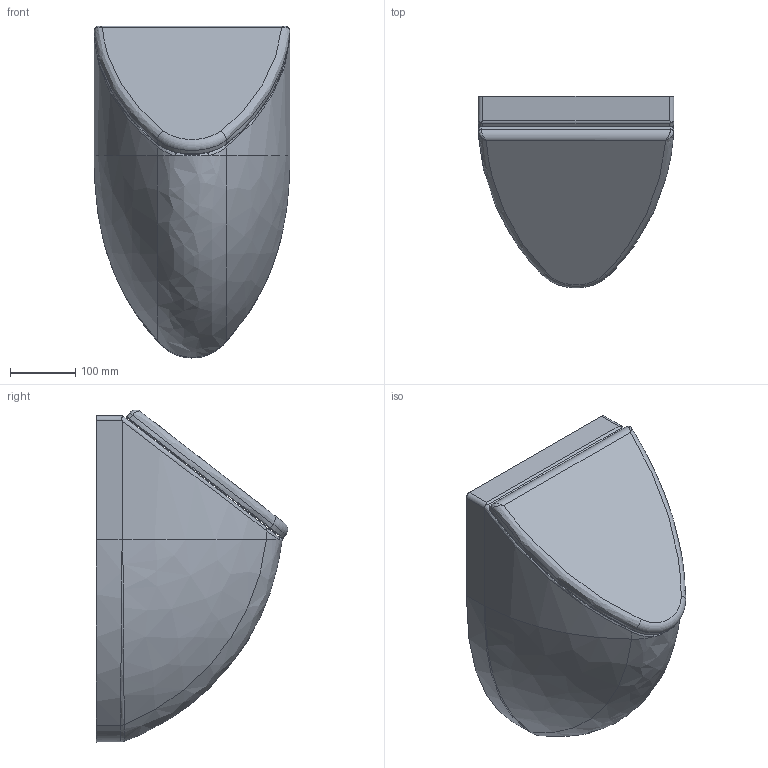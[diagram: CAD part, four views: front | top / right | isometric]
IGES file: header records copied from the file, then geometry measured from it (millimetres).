
Global section: file name: No Iges File Name specified; native system: Autodesk Inventor 2011; preprocessor: AutoDesk Inventor Iges Exporter R2011; author: Administrator; date: 20120725.105144; units: millimetre
Bounding box: 300.28 x 293.22 x 508.73 mm (x, y, z)
Volume: 15771563.2 mm3; surface area: 726271.6 mm2
Topology: 4 solids, 6 shells, 159 faces, 373 edges, 230 vertices
Faces by surface type: bspline 61, plane 35, revolution 29, cylinder 25, torus 9
